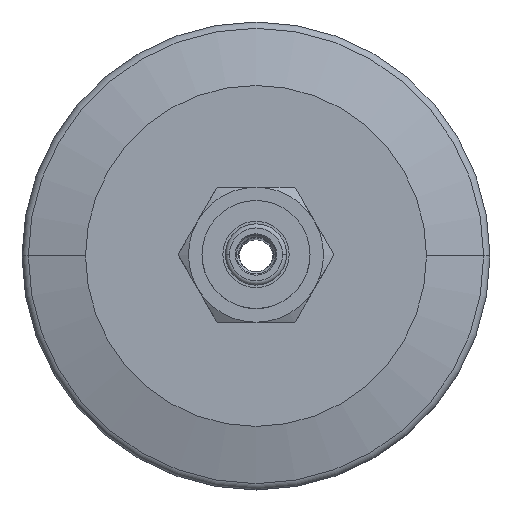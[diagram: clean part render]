
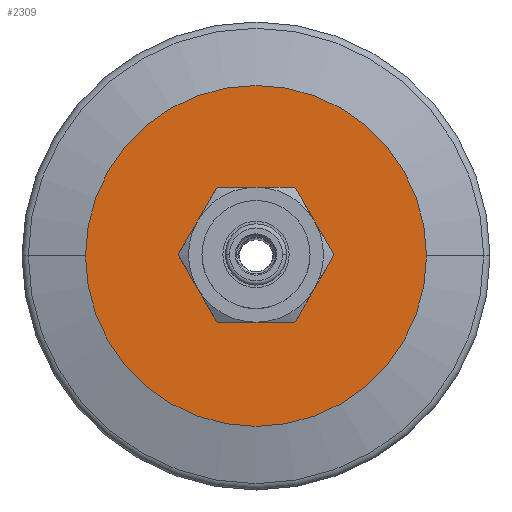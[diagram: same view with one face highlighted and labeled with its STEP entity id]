
A CAD part, top view. The second image highlights one B-rep face of the part: STEP entity #2309.
In plain terms, the highlighted planar face has unit normal (0, 0, 1).
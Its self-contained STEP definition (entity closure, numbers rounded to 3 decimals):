
#467 = FACE_OUTER_BOUND ( 'NONE', #5976, .T. ) ;
#668 = CIRCLE ( 'NONE', #1094, 6.35 ) ;
#813 = CARTESIAN_POINT ( 'NONE',  ( 0., 0., 0. ) ) ;
#1089 = AXIS2_PLACEMENT_3D ( 'NONE', #2376, #6095, #2937 ) ;
#1094 = AXIS2_PLACEMENT_3D ( 'NONE', #813, #4575, #1325 ) ;
#1213 = AXIS2_PLACEMENT_3D ( 'NONE', #6205, #3086, #6643 ) ;
#1228 = AXIS2_PLACEMENT_3D ( 'NONE', #1938, #5763, #2482 ) ;
#1276 = PLANE ( 'NONE',  #3464 ) ;
#1325 = DIRECTION ( 'NONE',  ( 1., 0., 0. ) ) ;
#1362 = ORIENTED_EDGE ( 'NONE', *, *, #5799, .F. ) ;
#1378 = ORIENTED_EDGE ( 'NONE', *, *, #5575, .F. ) ;
#1511 = ORIENTED_EDGE ( 'NONE', *, *, #5608, .F. ) ;
#1664 = CARTESIAN_POINT ( 'NONE',  ( 20.035, 0., 0. ) ) ;
#1750 = DIRECTION ( 'NONE',  ( 0., 0., -1. ) ) ;
#1772 = DIRECTION ( 'NONE',  ( -1., 0., 0. ) ) ;
#1938 = CARTESIAN_POINT ( 'NONE',  ( 0., 0., 0. ) ) ;
#2309 = ADVANCED_FACE ( 'NONE', ( #5023, #467 ), #1276, .F. ) ;
#2376 = CARTESIAN_POINT ( 'NONE',  ( 0., 0., 0. ) ) ;
#2482 = DIRECTION ( 'NONE',  ( 1., 0., 0. ) ) ;
#2937 = DIRECTION ( 'NONE',  ( -1., 0., 0. ) ) ;
#3086 = DIRECTION ( 'NONE',  ( 0., 0., -1. ) ) ;
#3464 = AXIS2_PLACEMENT_3D ( 'NONE', #1664, #1750, #1772 ) ;
#3825 = ORIENTED_EDGE ( 'NONE', *, *, #5802, .F. ) ;
#3996 = CARTESIAN_POINT ( 'NONE',  ( 6.35, 0., 0. ) ) ;
#4000 = VERTEX_POINT ( 'NONE', #3996 ) ;
#4575 = DIRECTION ( 'NONE',  ( 0., 0., 1. ) ) ;
#4715 = CIRCLE ( 'NONE', #1089, 20.035 ) ;
#5023 = FACE_BOUND ( 'NONE', #6217, .T. ) ;
#5172 = CIRCLE ( 'NONE', #1213, 20.035 ) ;
#5220 = CARTESIAN_POINT ( 'NONE',  ( -6.35, 0., 0. ) ) ;
#5235 = CIRCLE ( 'NONE', #1228, 6.35 ) ;
#5575 = EDGE_CURVE ( 'NONE', #4000, #6619, #5235, .T. ) ;
#5608 = EDGE_CURVE ( 'NONE', #5756, #5949, #5172, .T. ) ;
#5756 = VERTEX_POINT ( 'NONE', #6412 ) ;
#5763 = DIRECTION ( 'NONE',  ( 0., 0., 1. ) ) ;
#5799 = EDGE_CURVE ( 'NONE', #6619, #4000, #668, .T. ) ;
#5802 = EDGE_CURVE ( 'NONE', #5949, #5756, #4715, .T. ) ;
#5949 = VERTEX_POINT ( 'NONE', #6555 ) ;
#5976 = EDGE_LOOP ( 'NONE', ( #1511, #3825 ) ) ;
#6095 = DIRECTION ( 'NONE',  ( 0., 0., -1. ) ) ;
#6205 = CARTESIAN_POINT ( 'NONE',  ( 0., 0., 0. ) ) ;
#6217 = EDGE_LOOP ( 'NONE', ( #1362, #1378 ) ) ;
#6412 = CARTESIAN_POINT ( 'NONE',  ( -20.035, 0., 0. ) ) ;
#6555 = CARTESIAN_POINT ( 'NONE',  ( 20.035, 0., 0. ) ) ;
#6619 = VERTEX_POINT ( 'NONE', #5220 ) ;
#6643 = DIRECTION ( 'NONE',  ( -1., 0., 0. ) ) ;
